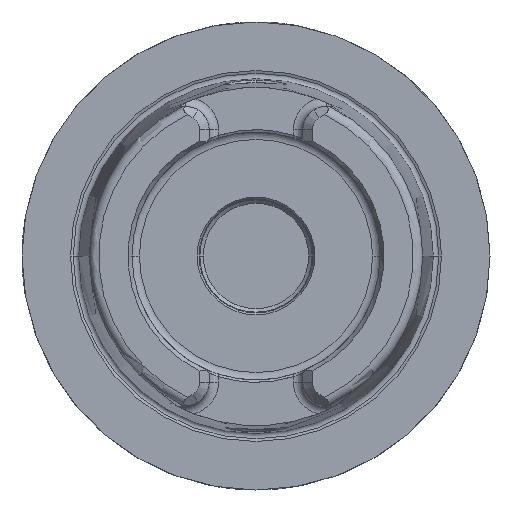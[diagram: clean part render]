
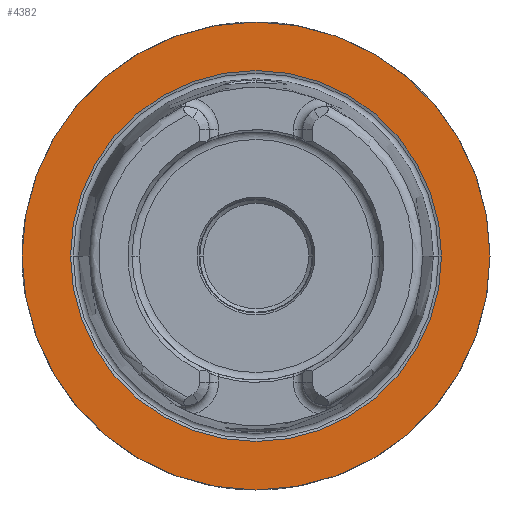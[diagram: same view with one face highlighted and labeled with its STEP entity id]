
A CAD part, left-side view. The second image highlights one B-rep face of the part: STEP entity #4382.
In plain terms, the highlighted planar face has unit normal (-1, 0, 0).
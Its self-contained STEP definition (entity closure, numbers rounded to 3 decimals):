
#905=CARTESIAN_POINT('',(0.,0.,0.));
#906=DIRECTION('',(1.,0.,0.));
#907=DIRECTION('',(0.,1.,0.));
#908=AXIS2_PLACEMENT_3D('',#905,#906,#907);
#910=CARTESIAN_POINT('',(0.,0.,0.));
#911=DIRECTION('',(-1.,0.,0.));
#912=DIRECTION('',(0.,1.,0.));
#913=AXIS2_PLACEMENT_3D('',#910,#911,#912);
#915=CARTESIAN_POINT('',(0.,0.,0.));
#916=DIRECTION('',(-1.,0.,0.));
#917=DIRECTION('',(0.,-1.,0.));
#918=AXIS2_PLACEMENT_3D('',#915,#916,#917);
#920=CARTESIAN_POINT('',(0.,0.,0.));
#921=DIRECTION('',(-1.,0.,0.));
#922=DIRECTION('',(0.,1.,0.));
#923=AXIS2_PLACEMENT_3D('',#920,#921,#922);
#2901=CARTESIAN_POINT('',(0.,50.,0.));
#2902=CARTESIAN_POINT('',(0.,-50.,0.));
#2903=VERTEX_POINT('',#2901);
#2904=VERTEX_POINT('',#2902);
#2929=CARTESIAN_POINT('',(0.,-39.632,0.));
#2930=VERTEX_POINT('',#2929);
#2931=CARTESIAN_POINT('',(0.,39.632,0.));
#2932=VERTEX_POINT('',#2931);
#4367=CARTESIAN_POINT('',(0.,0.,0.));
#4368=DIRECTION('',(1.,0.,0.));
#4369=DIRECTION('',(0.,-1.,0.));
#4370=AXIS2_PLACEMENT_3D('',#4367,#4368,#4369);
#4371=PLANE('',#4370);
#4373=ORIENTED_EDGE('',*,*,#4372,.T.);
#4375=ORIENTED_EDGE('',*,*,#4374,.F.);
#4376=EDGE_LOOP('',(#4373,#4375));
#4377=FACE_OUTER_BOUND('',#4376,.F.);
#4378=ORIENTED_EDGE('',*,*,#4362,.T.);
#4379=ORIENTED_EDGE('',*,*,#4346,.T.);
#4380=EDGE_LOOP('',(#4378,#4379));
#4381=FACE_BOUND('',#4380,.F.);
#4382=ADVANCED_FACE('',(#4377,#4381),#4371,.F.);
#909=CIRCLE('',#908,50.);
#914=CIRCLE('',#913,50.);
#919=CIRCLE('',#918,39.632);
#924=CIRCLE('',#923,39.632);
#4346=EDGE_CURVE('',#2932,#2930,#924,.T.);
#4362=EDGE_CURVE('',#2930,#2932,#919,.T.);
#4372=EDGE_CURVE('',#2903,#2904,#909,.T.);
#4374=EDGE_CURVE('',#2903,#2904,#914,.T.);
